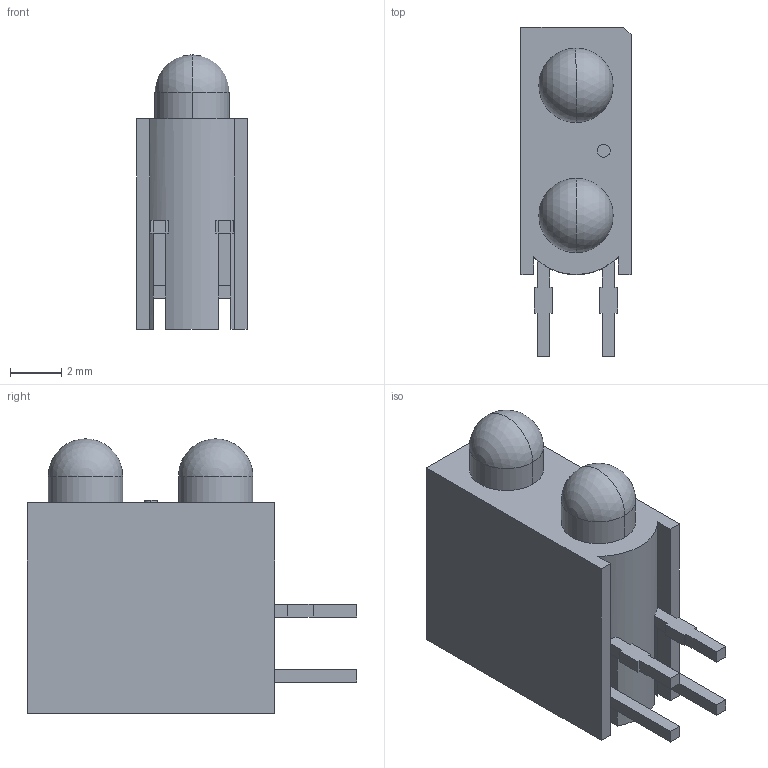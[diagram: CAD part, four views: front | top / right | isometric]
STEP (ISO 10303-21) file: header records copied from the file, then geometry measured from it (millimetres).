
FILE_DESCRIPTION (( 'STEP AP214' ), '1' );
FILE_NAME ('934FG.STEP', '2008-08-27T23:01:48', ( '' ), ( '' ), 'SwSTEP 2.0', 'SolidWorks 2008', '' );
FILE_SCHEMA (( 'AUTOMOTIVE_DESIGN' ));
Length unit declared in the file: millimetre
Products named in the file (1): 934FG
Bounding box: 4.3 x 12.85 x 10.7 mm (x, y, z)
Volume: 348.2 mm3; surface area: 451.2 mm2
Topology: 1 solids, 1 shells, 357 faces, 966 edges, 638 vertices
Faces by surface type: plane 228, bspline 116, cylinder 9, sphere 4
Entity records: 20254 total; most frequent: CARTESIAN_POINT 8338, ORIENTED_EDGE 1916, DIRECTION 1236, EDGE_CURVE 958, VECTOR 700, LINE 700, VERTEX_POINT 634, EDGE_LOOP 388
